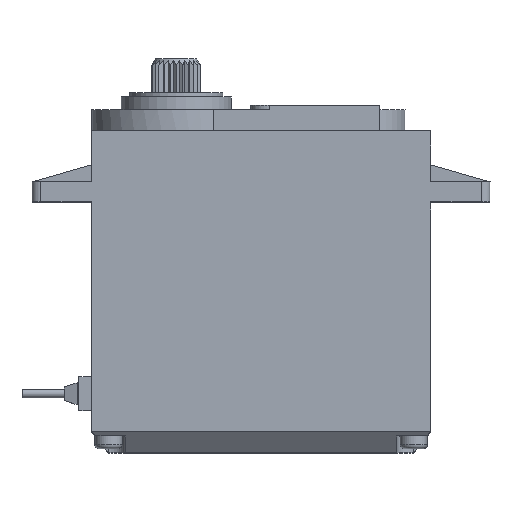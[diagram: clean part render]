
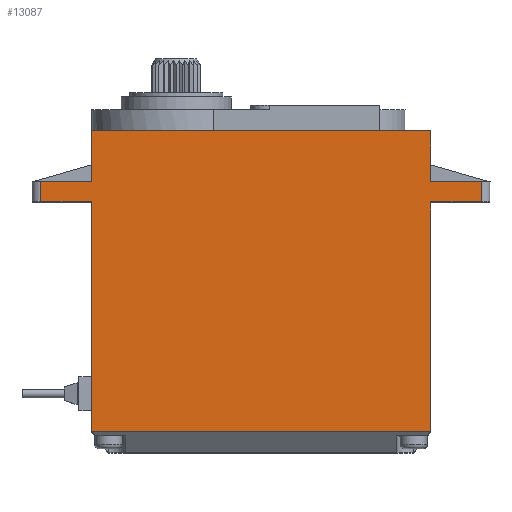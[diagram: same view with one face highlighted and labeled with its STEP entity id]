
A CAD part, top view. The second image highlights one B-rep face of the part: STEP entity #13087.
In plain terms, the highlighted planar face has unit normal (0, 0, 1).
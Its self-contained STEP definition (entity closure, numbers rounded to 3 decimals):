
#1147=FACE_OUTER_BOUND('',#1901,.T.);
#1901=EDGE_LOOP('',(#8866,#8867,#8868,#8869,#8870,#8871,#8872,#8873,#8874,
#8875,#8876,#8877,#8878));
#2692=LINE('',#17014,#4019);
#2705=LINE('',#17041,#4032);
#2718=LINE('',#17073,#4045);
#2725=LINE('',#17092,#4052);
#2734=LINE('',#17111,#4061);
#2740=LINE('',#17122,#4067);
#2756=LINE('',#17164,#4083);
#2769=LINE('',#17191,#4096);
#2770=LINE('',#17194,#4097);
#2771=LINE('',#17195,#4098);
#2772=LINE('',#17196,#4099);
#2773=LINE('',#17198,#4100);
#2774=LINE('',#17199,#4101);
#4019=VECTOR('',#14513,10.);
#4032=VECTOR('',#14534,10.);
#4045=VECTOR('',#14561,10.);
#4052=VECTOR('',#14576,10.);
#4061=VECTOR('',#14603,10.);
#4067=VECTOR('',#14611,10.);
#4083=VECTOR('',#14649,10.);
#4096=VECTOR('',#14676,10.);
#4097=VECTOR('',#14679,10.);
#4098=VECTOR('',#14680,10.);
#4099=VECTOR('',#14681,10.);
#4100=VECTOR('',#14682,10.);
#4101=VECTOR('',#14683,10.);
#5334=VERTEX_POINT('',#17011);
#5335=VERTEX_POINT('',#17013);
#5344=VERTEX_POINT('',#17038);
#5345=VERTEX_POINT('',#17040);
#5356=VERTEX_POINT('',#17070);
#5357=VERTEX_POINT('',#17072);
#5366=VERTEX_POINT('',#17110);
#5370=VERTEX_POINT('',#17120);
#5384=VERTEX_POINT('',#17161);
#5385=VERTEX_POINT('',#17163);
#5392=VERTEX_POINT('',#17189);
#5393=VERTEX_POINT('',#17193);
#5394=VERTEX_POINT('',#17197);
#6670=EDGE_CURVE('',#5335,#5334,#2692,.T.);
#6683=EDGE_CURVE('',#5345,#5344,#2705,.T.);
#6699=EDGE_CURVE('',#5356,#5357,#2718,.T.);
#6709=EDGE_CURVE('',#5357,#5334,#2725,.T.);
#6718=EDGE_CURVE('',#5335,#5366,#2734,.T.);
#6724=EDGE_CURVE('',#5370,#5356,#2740,.T.);
#6744=EDGE_CURVE('',#5385,#5384,#2756,.T.);
#6759=EDGE_CURVE('',#5392,#5384,#2769,.T.);
#6760=EDGE_CURVE('',#5393,#5370,#2770,.T.);
#6761=EDGE_CURVE('',#5393,#5385,#2771,.T.);
#6762=EDGE_CURVE('',#5345,#5392,#2772,.T.);
#6763=EDGE_CURVE('',#5394,#5344,#2773,.T.);
#6764=EDGE_CURVE('',#5366,#5394,#2774,.T.);
#8866=ORIENTED_EDGE('',*,*,#6709,.F.);
#8867=ORIENTED_EDGE('',*,*,#6699,.F.);
#8868=ORIENTED_EDGE('',*,*,#6724,.F.);
#8869=ORIENTED_EDGE('',*,*,#6760,.F.);
#8870=ORIENTED_EDGE('',*,*,#6761,.T.);
#8871=ORIENTED_EDGE('',*,*,#6744,.T.);
#8872=ORIENTED_EDGE('',*,*,#6759,.F.);
#8873=ORIENTED_EDGE('',*,*,#6762,.F.);
#8874=ORIENTED_EDGE('',*,*,#6683,.T.);
#8875=ORIENTED_EDGE('',*,*,#6763,.F.);
#8876=ORIENTED_EDGE('',*,*,#6764,.F.);
#8877=ORIENTED_EDGE('',*,*,#6718,.F.);
#8878=ORIENTED_EDGE('',*,*,#6670,.T.);
#12631=PLANE('',#13903);
#13087=ADVANCED_FACE('',(#1147),#12631,.T.);
#13903=AXIS2_PLACEMENT_3D('',#17192,#14677,#14678);
#14513=DIRECTION('',(-1.,0.,0.));
#14534=DIRECTION('',(0.,1.,0.));
#14561=DIRECTION('',(-1.,0.,0.));
#14576=DIRECTION('',(0.,1.,0.));
#14603=DIRECTION('',(0.,1.,0.));
#14611=DIRECTION('',(0.,1.,0.));
#14649=DIRECTION('',(1.,0.,0.));
#14676=DIRECTION('',(0.,-1.,0.));
#14677=DIRECTION('center_axis',(0.,0.,1.));
#14678=DIRECTION('ref_axis',(1.,0.,0.));
#14679=DIRECTION('',(-1.,0.,0.));
#14680=DIRECTION('',(0.,1.,0.));
#14681=DIRECTION('',(1.,0.,0.));
#14682=DIRECTION('',(1.,0.,0.));
#14683=DIRECTION('',(1.,0.,0.));
#17011=CARTESIAN_POINT('',(-6.,32.,0.));
#17013=CARTESIAN_POINT('',(0.,32.,0.));
#17014=CARTESIAN_POINT('',(0.,32.,0.));
#17038=CARTESIAN_POINT('',(40.,38.,0.));
#17040=CARTESIAN_POINT('',(40.,32.,0.));
#17041=CARTESIAN_POINT('',(40.,0.,0.));
#17070=CARTESIAN_POINT('',(0.,29.6,0.));
#17072=CARTESIAN_POINT('',(-6.,29.6,0.));
#17073=CARTESIAN_POINT('',(0.,29.6,0.));
#17092=CARTESIAN_POINT('',(-6.,15.4,0.));
#17110=CARTESIAN_POINT('',(0.,38.,0.));
#17111=CARTESIAN_POINT('',(0.,0.,0.));
#17120=CARTESIAN_POINT('',(0.,2.5,0.));
#17122=CARTESIAN_POINT('',(0.,0.,0.));
#17161=CARTESIAN_POINT('',(46.,29.6,0.));
#17163=CARTESIAN_POINT('',(40.,29.6,0.));
#17164=CARTESIAN_POINT('',(40.,29.6,0.));
#17189=CARTESIAN_POINT('',(46.,32.,0.));
#17191=CARTESIAN_POINT('',(46.,15.4,0.));
#17192=CARTESIAN_POINT('Origin',(0.,0.,0.));
#17193=CARTESIAN_POINT('',(40.,2.5,0.));
#17194=CARTESIAN_POINT('',(10.,2.5,0.));
#17195=CARTESIAN_POINT('',(40.,0.,0.));
#17196=CARTESIAN_POINT('',(40.,32.,0.));
#17197=CARTESIAN_POINT('',(10.,38.,0.));
#17198=CARTESIAN_POINT('',(0.,38.,0.));
#17199=CARTESIAN_POINT('',(0.,38.,0.));
